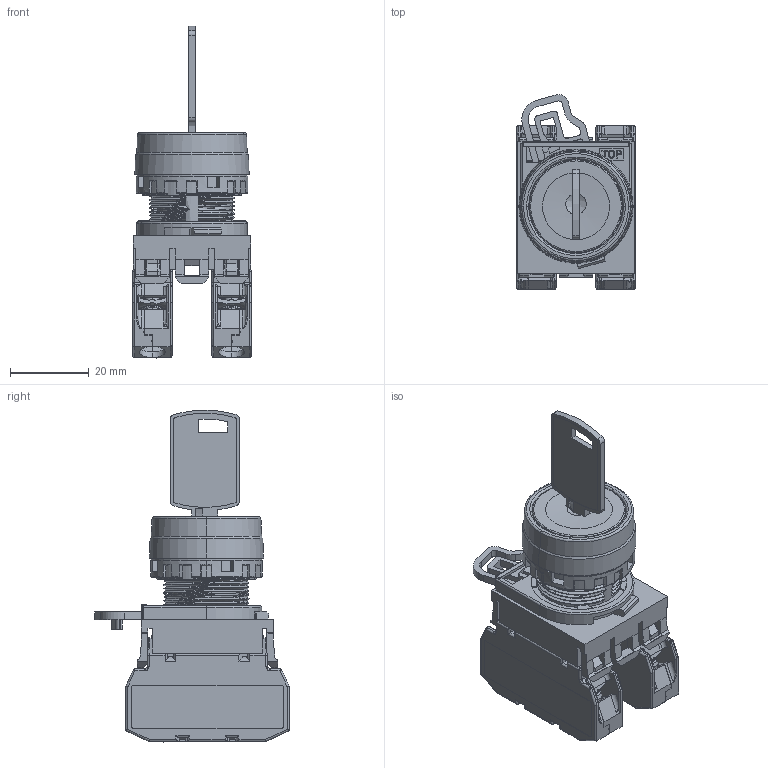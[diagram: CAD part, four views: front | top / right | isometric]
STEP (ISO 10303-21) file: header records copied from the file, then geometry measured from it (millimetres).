
FILE_DESCRIPTION (( 'STEP AP214' ), '1' );
FILE_NAME ('SB-22.K3S_K3F.STEP', '2021-05-11T10:17:11', ( '' ), ( '' ), 'SwSTEP 2.0', 'SolidWorks 2016', '' );
FILE_SCHEMA (( 'AUTOMOTIVE_DESIGN' ));
Length unit declared in the file: millimetre
Products named in the file (1): SB-22.K3S_K3F
Bounding box: 30.1 x 49.34 x 84.25 mm (x, y, z)
Surface area: 38132.6 mm2 (no closed solid volume)
Topology: 0 solids, 38 shells, 3722 faces, 10396 edges, 6685 vertices
Faces by surface type: plane 2340, cylinder 954, bspline 367, cone 45, torus 16
Full cylindrical faces by diameter (mm): 20.5 x1
Entity records: 208416 total; most frequent: CARTESIAN_POINT 76163, ORIENTED_EDGE 20508, DIRECTION 16614, EDGE_CURVE 10300, LINE 7130, VECTOR 7130, VERTEX_POINT 6683, AXIS2_PLACEMENT_3D 4742
